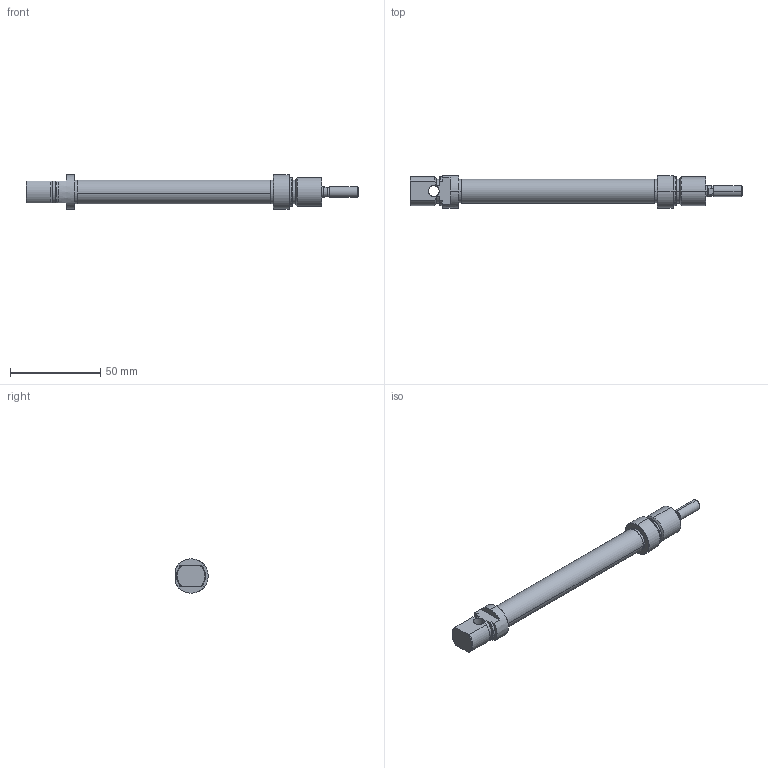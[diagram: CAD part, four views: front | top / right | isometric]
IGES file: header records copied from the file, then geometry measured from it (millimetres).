
Start section: SolidWorks IGES file using analytic representation for surfaces
Global section: file name: PM  12-80  CYLINDER.IGS; native system: SolidWorks 2010; preprocessor: SolidWorks 2010; author: HASAN; date: 100805.094351; units: millimetre
Bounding box: 184 x 18 x 19 mm (x, y, z)
Surface area: 17347.4 mm2 (no closed solid volume)
Topology: 0 solids, 0 shells, 113 faces, 1792 edges, 1792 vertices
Faces by surface type: revolution 77, bspline 36
